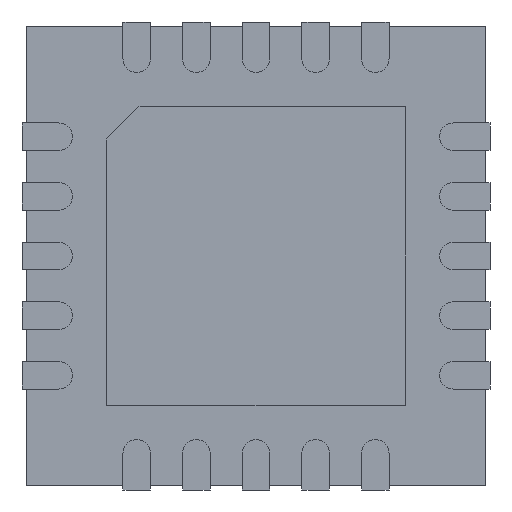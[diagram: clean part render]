
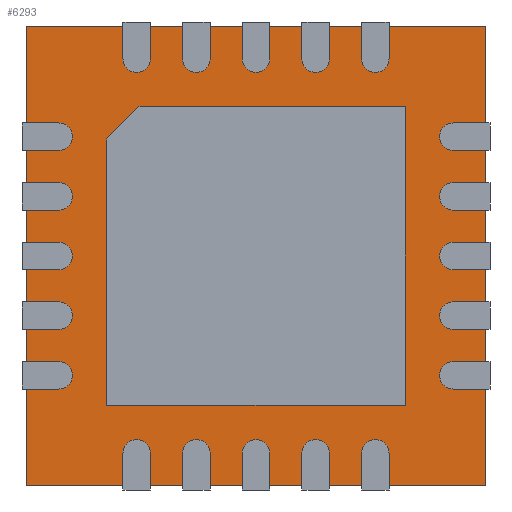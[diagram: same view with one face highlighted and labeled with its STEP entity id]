
A CAD part, front view. The second image highlights one B-rep face of the part: STEP entity #6293.
In plain terms, the highlighted planar face has unit normal (0, -1, 0).
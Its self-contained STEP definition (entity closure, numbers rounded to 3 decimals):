
#6094 = CARTESIAN_POINT ( 'NONE',  ( -2.5, 0.05, -2.5 ) ) ;
#6095 = VERTEX_POINT ( 'NONE', #6094 ) ;
#6096 = CARTESIAN_POINT ( 'NONE',  ( -2.5, 0.05, 2.5 ) ) ;
#6097 = VERTEX_POINT ( 'NONE', #6096 ) ;
#6098 = CARTESIAN_POINT ( 'NONE',  ( -2.5, 0.05, 2.5 ) ) ;
#6099 = DIRECTION ( 'NONE',  ( 0., 0., 1. ) ) ;
#6100 = VECTOR ( 'NONE', #6099, 1000. ) ;
#6101 = LINE ( 'NONE', #6098, #6100 ) ;
#6102 = EDGE_CURVE ( 'NONE', #6095, #6097, #6101, .T. ) ;
#6134 = CARTESIAN_POINT ( 'NONE',  ( 2.5, 0.05, 2.5 ) ) ;
#6135 = VERTEX_POINT ( 'NONE', #6134 ) ;
#6136 = CARTESIAN_POINT ( 'NONE',  ( 2.5, 0.05, 2.5 ) ) ;
#6137 = DIRECTION ( 'NONE',  ( 1., 0., 0. ) ) ;
#6138 = VECTOR ( 'NONE', #6137, 1000. ) ;
#6139 = LINE ( 'NONE', #6136, #6138 ) ;
#6140 = EDGE_CURVE ( 'NONE', #6097, #6135, #6139, .T. ) ;
#6165 = CARTESIAN_POINT ( 'NONE',  ( 2.5, 0.05, -2.5 ) ) ;
#6166 = VERTEX_POINT ( 'NONE', #6165 ) ;
#6167 = CARTESIAN_POINT ( 'NONE',  ( 2.5, 0.05, 2.5 ) ) ;
#6168 = DIRECTION ( 'NONE',  ( 0., 0., -1. ) ) ;
#6169 = VECTOR ( 'NONE', #6168, 1000. ) ;
#6170 = LINE ( 'NONE', #6167, #6169 ) ;
#6171 = EDGE_CURVE ( 'NONE', #6135, #6166, #6170, .T. ) ;
#6196 = CARTESIAN_POINT ( 'NONE',  ( 2.5, 0.05, -2.5 ) ) ;
#6197 = DIRECTION ( 'NONE',  ( -1., 0., 0. ) ) ;
#6198 = VECTOR ( 'NONE', #6197, 1000. ) ;
#6199 = LINE ( 'NONE', #6196, #6198 ) ;
#6200 = EDGE_CURVE ( 'NONE', #6166, #6095, #6199, .T. ) ;
#6240 = CARTESIAN_POINT ( 'NONE',  ( 1.625, 0.05, -1.625 ) ) ;
#6241 = VERTEX_POINT ( 'NONE', #6240 ) ;
#6242 = CARTESIAN_POINT ( 'NONE',  ( 1.625, 0.05, 1.625 ) ) ;
#6243 = VERTEX_POINT ( 'NONE', #6242 ) ;
#6244 = CARTESIAN_POINT ( 'NONE',  ( 1.625, 0.05, -1.625 ) ) ;
#6245 = DIRECTION ( 'NONE',  ( 0., 0., 1. ) ) ;
#6246 = VECTOR ( 'NONE', #6245, 1000. ) ;
#6247 = LINE ( 'NONE', #6244, #6246 ) ;
#6248 = EDGE_CURVE ( 'NONE', #6241, #6243, #6247, .T. ) ;
#6249 = ORIENTED_EDGE ( 'NONE', *, *, #6248, .F. ) ;
#6250 = CARTESIAN_POINT ( 'NONE',  ( -1.625, 0.05, -1.625 ) ) ;
#6251 = VERTEX_POINT ( 'NONE', #6250 ) ;
#6252 = CARTESIAN_POINT ( 'NONE',  ( -1.625, 0.05, -1.625 ) ) ;
#6253 = DIRECTION ( 'NONE',  ( 1., 0., 0. ) ) ;
#6254 = VECTOR ( 'NONE', #6253, 1000. ) ;
#6255 = LINE ( 'NONE', #6252, #6254 ) ;
#6256 = EDGE_CURVE ( 'NONE', #6251, #6241, #6255, .T. ) ;
#6257 = ORIENTED_EDGE ( 'NONE', *, *, #6256, .F. ) ;
#6258 = CARTESIAN_POINT ( 'NONE',  ( -1.625, 0.05, 1.275 ) ) ;
#6259 = VERTEX_POINT ( 'NONE', #6258 ) ;
#6260 = CARTESIAN_POINT ( 'NONE',  ( -1.625, 0.05, -1.625 ) ) ;
#6261 = DIRECTION ( 'NONE',  ( 0., 0., -1. ) ) ;
#6262 = VECTOR ( 'NONE', #6261, 1000. ) ;
#6263 = LINE ( 'NONE', #6260, #6262 ) ;
#6264 = EDGE_CURVE ( 'NONE', #6259, #6251, #6263, .T. ) ;
#6265 = ORIENTED_EDGE ( 'NONE', *, *, #6264, .F. ) ;
#6266 = CARTESIAN_POINT ( 'NONE',  ( -1.275, 0.05, 1.625 ) ) ;
#6267 = VERTEX_POINT ( 'NONE', #6266 ) ;
#6268 = CARTESIAN_POINT ( 'NONE',  ( -1.625, 0.05, 1.275 ) ) ;
#6269 = DIRECTION ( 'NONE',  ( 0.707, 0., 0.707 ) ) ;
#6270 = VECTOR ( 'NONE', #6269, 1000. ) ;
#6271 = LINE ( 'NONE', #6268, #6270 ) ;
#6272 = EDGE_CURVE ( 'NONE', #6259, #6267, #6271, .T. ) ;
#6273 = ORIENTED_EDGE ( 'NONE', *, *, #6272, .T. ) ;
#6274 = CARTESIAN_POINT ( 'NONE',  ( -1.625, 0.05, 1.625 ) ) ;
#6275 = DIRECTION ( 'NONE',  ( -1., 0., 0. ) ) ;
#6276 = VECTOR ( 'NONE', #6275, 1000. ) ;
#6277 = LINE ( 'NONE', #6274, #6276 ) ;
#6278 = EDGE_CURVE ( 'NONE', #6243, #6267, #6277, .T. ) ;
#6279 = ORIENTED_EDGE ( 'NONE', *, *, #6278, .F. ) ;
#6280 = EDGE_LOOP ( 'NONE', ( #6249, #6257, #6265, #6273, #6279 ) ) ;
#6281 = FACE_BOUND ( 'NONE', #6280, .T. ) ;
#6282 = ORIENTED_EDGE ( 'NONE', *, *, #6102, .F. ) ;
#6283 = ORIENTED_EDGE ( 'NONE', *, *, #6200, .F. ) ;
#6284 = ORIENTED_EDGE ( 'NONE', *, *, #6171, .F. ) ;
#6285 = ORIENTED_EDGE ( 'NONE', *, *, #6140, .F. ) ;
#6286 = EDGE_LOOP ( 'NONE', ( #6282, #6283, #6284, #6285 ) ) ;
#6287 = FACE_OUTER_BOUND ( 'NONE', #6286, .T. ) ;
#6288 = CARTESIAN_POINT ( 'NONE',  ( 0., 0.05, 0. ) ) ;
#6289 = DIRECTION ( 'NONE',  ( 0., 1., 0. ) ) ;
#6290 = DIRECTION ( 'NONE',  ( 0., 0., 1. ) ) ;
#6291 = AXIS2_PLACEMENT_3D ( 'NONE', #6288, #6289, #6290 ) ;
#6292 = PLANE ( 'NONE', #6291 ) ;
#6293 = ADVANCED_FACE ( 'NONE', ( #6281, #6287 ), #6292, .F. ) ;
